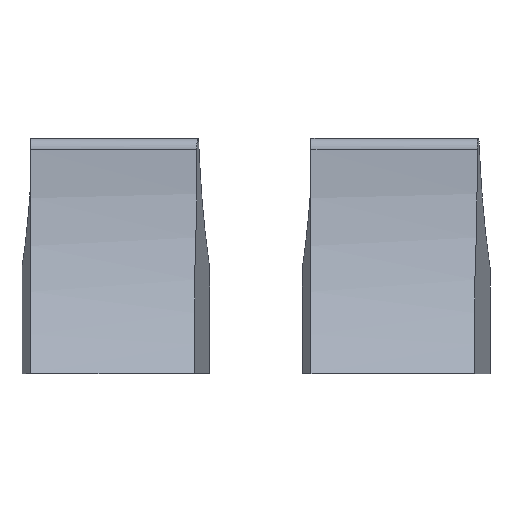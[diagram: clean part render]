
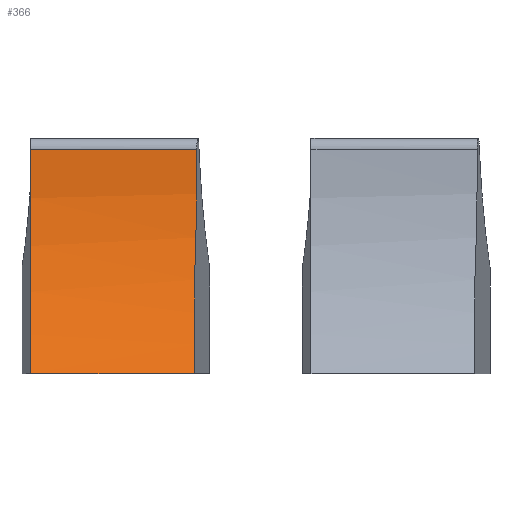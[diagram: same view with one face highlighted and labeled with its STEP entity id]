
A CAD part, front view. The second image highlights one B-rep face of the part: STEP entity #366.
In plain terms, the highlighted cylindrical face has radius 15 mm (diameter 30 mm), a partial arc.
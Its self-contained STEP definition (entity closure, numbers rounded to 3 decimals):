
#22=ELLIPSE('',#406,15.075,15.);
#30=CIRCLE('',#399,15.);
#32=CIRCLE('',#403,15.);
#35=CYLINDRICAL_SURFACE('',#408,15.);
#103=ORIENTED_EDGE('',*,*,#185,.F.);
#104=ORIENTED_EDGE('',*,*,#166,.T.);
#105=ORIENTED_EDGE('',*,*,#182,.T.);
#106=ORIENTED_EDGE('',*,*,#175,.F.);
#107=ORIENTED_EDGE('',*,*,#180,.T.);
#166=EDGE_CURVE('',#212,#211,#30,.T.);
#175=EDGE_CURVE('',#219,#218,#32,.T.);
#180=EDGE_CURVE('',#219,#223,#22,.T.);
#182=EDGE_CURVE('',#211,#218,#255,.T.);
#185=EDGE_CURVE('',#212,#223,#258,.T.);
#211=VERTEX_POINT('',#569);
#212=VERTEX_POINT('',#571);
#218=VERTEX_POINT('',#591);
#219=VERTEX_POINT('',#593);
#223=VERTEX_POINT('',#606);
#255=LINE('',#610,#294);
#258=LINE('',#614,#297);
#294=VECTOR('',#491,1000.);
#297=VECTOR('',#496,1000.);
#316=EDGE_LOOP('',(#103,#104,#105,#106,#107));
#335=FACE_BOUND('',#316,.T.);
#366=ADVANCED_FACE('',(#335),#35,.F.);
#399=AXIS2_PLACEMENT_3D('',#570,#465,#466);
#403=AXIS2_PLACEMENT_3D('',#594,#478,#479);
#406=AXIS2_PLACEMENT_3D('',#607,#486,#487);
#408=AXIS2_PLACEMENT_3D('',#613,#494,#495);
#465=DIRECTION('',(-1.,0.,0.));
#466=DIRECTION('',(0.,0.,-1.));
#478=DIRECTION('',(-1.,0.,0.));
#479=DIRECTION('',(0.,0.,-1.));
#486=DIRECTION('',(0.995,-0.1,0.));
#487=DIRECTION('',(0.1,0.995,0.));
#491=DIRECTION('',(1.,0.,0.));
#494=DIRECTION('',(1.,0.,0.));
#495=DIRECTION('',(0.,0.,1.));
#496=DIRECTION('',(1.,0.,0.));
#569=CARTESIAN_POINT('',(-3.95,-9.645,0.));
#570=CARTESIAN_POINT('',(-3.95,-20.952,9.856));
#571=CARTESIAN_POINT('',(-3.95,-5.961,10.384));
#591=CARTESIAN_POINT('',(3.65,-9.645,0.));
#593=CARTESIAN_POINT('',(3.65,-7.,4.347));
#594=CARTESIAN_POINT('',(3.65,-20.952,9.856));
#606=CARTESIAN_POINT('',(3.754,-5.961,10.384));
#607=CARTESIAN_POINT('',(2.255,-20.952,9.856));
#610=CARTESIAN_POINT('',(-4.352,-9.645,0.));
#613=CARTESIAN_POINT('',(-4.352,-20.952,9.856));
#614=CARTESIAN_POINT('',(-4.352,-5.961,10.384));
